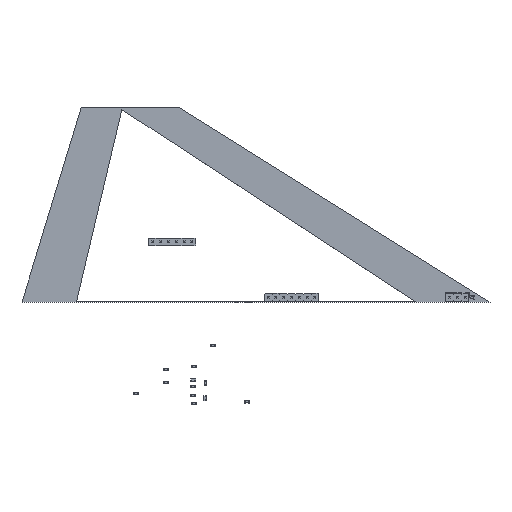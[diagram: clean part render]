
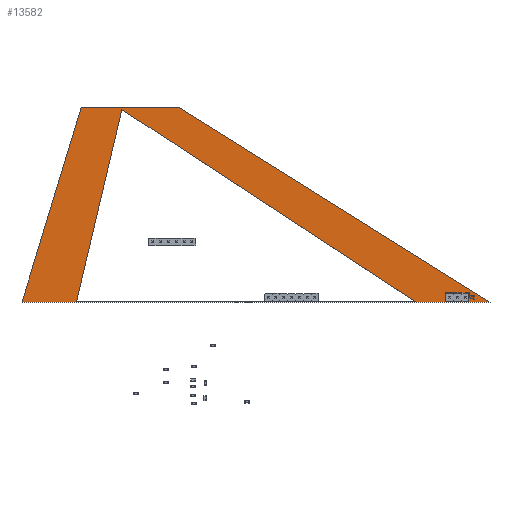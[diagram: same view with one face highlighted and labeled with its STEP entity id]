
A CAD part, top view. The second image highlights one B-rep face of the part: STEP entity #13582.
In plain terms, the highlighted planar face has unit normal (0, 0, 1).
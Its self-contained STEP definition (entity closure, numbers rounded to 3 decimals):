
#13411 = VERTEX_POINT('',#13412);
#13412 = CARTESIAN_POINT('',(220.807,-122.108,1.51));
#13418 = EDGE_CURVE('',#13411,#13419,#13421,.T.);
#13419 = VERTEX_POINT('',#13420);
#13420 = CARTESIAN_POINT('',(68.407,-122.108,1.51));
#13421 = LINE('',#13422,#13423);
#13422 = CARTESIAN_POINT('',(220.807,-122.108,1.51));
#13423 = VECTOR('',#13424,1.);
#13424 = DIRECTION('',(-1.,0.,0.));
#13451 = VERTEX_POINT('',#13452);
#13452 = CARTESIAN_POINT('',(119.457,-58.608,1.51));
#13458 = EDGE_CURVE('',#13451,#13411,#13459,.T.);
#13459 = LINE('',#13460,#13461);
#13460 = CARTESIAN_POINT('',(119.457,-58.608,1.51));
#13461 = VECTOR('',#13462,1.);
#13462 = DIRECTION('',(0.847,-0.531,0.));
#13480 = EDGE_CURVE('',#13419,#13481,#13483,.T.);
#13481 = VERTEX_POINT('',#13482);
#13482 = CARTESIAN_POINT('',(87.707,-58.608,1.51));
#13483 = LINE('',#13484,#13485);
#13484 = CARTESIAN_POINT('',(68.407,-122.108,1.51));
#13485 = VECTOR('',#13486,1.);
#13486 = DIRECTION('',(0.291,0.957,0.));
#13582 = ADVANCED_FACE('',(#13583,#13594,#13605,#13616,#13627),#13653,
  .T.);
#13583 = FACE_BOUND('',#13584,.T.);
#13584 = EDGE_LOOP('',(#13585,#13586,#13587,#13593));
#13585 = ORIENTED_EDGE('',*,*,#13418,.F.);
#13586 = ORIENTED_EDGE('',*,*,#13458,.F.);
#13587 = ORIENTED_EDGE('',*,*,#13588,.F.);
#13588 = EDGE_CURVE('',#13481,#13451,#13589,.T.);
#13589 = LINE('',#13590,#13591);
#13590 = CARTESIAN_POINT('',(87.707,-58.608,1.51));
#13591 = VECTOR('',#13592,1.);
#13592 = DIRECTION('',(1.,0.,0.));
#13593 = ORIENTED_EDGE('',*,*,#13480,.F.);
#13594 = FACE_BOUND('',#13595,.T.);
#13595 = EDGE_LOOP('',(#13596));
#13596 = ORIENTED_EDGE('',*,*,#13597,.T.);
#13597 = EDGE_CURVE('',#13598,#13598,#13600,.T.);
#13598 = VERTEX_POINT('',#13599);
#13599 = CARTESIAN_POINT('',(207.617,-121.058,1.51));
#13600 = CIRCLE('',#13601,0.5);
#13601 = AXIS2_PLACEMENT_3D('',#13602,#13603,#13604);
#13602 = CARTESIAN_POINT('',(207.617,-120.558,1.51));
#13603 = DIRECTION('',(-0.,0.,-1.));
#13604 = DIRECTION('',(-0.,-1.,0.));
#13605 = FACE_BOUND('',#13606,.T.);
#13606 = EDGE_LOOP('',(#13607));
#13607 = ORIENTED_EDGE('',*,*,#13608,.T.);
#13608 = EDGE_CURVE('',#13609,#13609,#13611,.T.);
#13609 = VERTEX_POINT('',#13610);
#13610 = CARTESIAN_POINT('',(210.157,-121.058,1.51));
#13611 = CIRCLE('',#13612,0.5);
#13612 = AXIS2_PLACEMENT_3D('',#13613,#13614,#13615);
#13613 = CARTESIAN_POINT('',(210.157,-120.558,1.51));
#13614 = DIRECTION('',(-0.,0.,-1.));
#13615 = DIRECTION('',(-0.,-1.,0.));
#13616 = FACE_BOUND('',#13617,.T.);
#13617 = EDGE_LOOP('',(#13618));
#13618 = ORIENTED_EDGE('',*,*,#13619,.T.);
#13619 = EDGE_CURVE('',#13620,#13620,#13622,.T.);
#13620 = VERTEX_POINT('',#13621);
#13621 = CARTESIAN_POINT('',(212.697,-121.058,1.51));
#13622 = CIRCLE('',#13623,0.5);
#13623 = AXIS2_PLACEMENT_3D('',#13624,#13625,#13626);
#13624 = CARTESIAN_POINT('',(212.697,-120.558,1.51));
#13625 = DIRECTION('',(-0.,0.,-1.));
#13626 = DIRECTION('',(-0.,-1.,0.));
#13627 = FACE_BOUND('',#13628,.T.);
#13628 = EDGE_LOOP('',(#13629,#13639,#13647));
#13629 = ORIENTED_EDGE('',*,*,#13630,.F.);
#13630 = EDGE_CURVE('',#13631,#13633,#13635,.T.);
#13631 = VERTEX_POINT('',#13632);
#13632 = CARTESIAN_POINT('',(86.167,-122.008,1.51));
#13633 = VERTEX_POINT('',#13634);
#13634 = CARTESIAN_POINT('',(196.657,-122.008,1.51));
#13635 = LINE('',#13636,#13637);
#13636 = CARTESIAN_POINT('',(86.167,-122.008,1.51));
#13637 = VECTOR('',#13638,1.);
#13638 = DIRECTION('',(1.,0.,0.));
#13639 = ORIENTED_EDGE('',*,*,#13640,.F.);
#13640 = EDGE_CURVE('',#13641,#13631,#13643,.T.);
#13641 = VERTEX_POINT('',#13642);
#13642 = CARTESIAN_POINT('',(100.943,-59.392,1.51));
#13643 = LINE('',#13644,#13645);
#13644 = CARTESIAN_POINT('',(100.943,-59.392,1.51));
#13645 = VECTOR('',#13646,1.);
#13646 = DIRECTION('',(-0.23,-0.973,0.));
#13647 = ORIENTED_EDGE('',*,*,#13648,.F.);
#13648 = EDGE_CURVE('',#13633,#13641,#13649,.T.);
#13649 = LINE('',#13650,#13651);
#13650 = CARTESIAN_POINT('',(196.657,-122.008,1.51));
#13651 = VECTOR('',#13652,1.);
#13652 = DIRECTION('',(-0.837,0.547,0.));
#13653 = PLANE('',#13654);
#13654 = AXIS2_PLACEMENT_3D('',#13655,#13656,#13657);
#13655 = CARTESIAN_POINT('',(0.,0.,1.51));
#13656 = DIRECTION('',(0.,0.,1.));
#13657 = DIRECTION('',(1.,0.,-0.));
